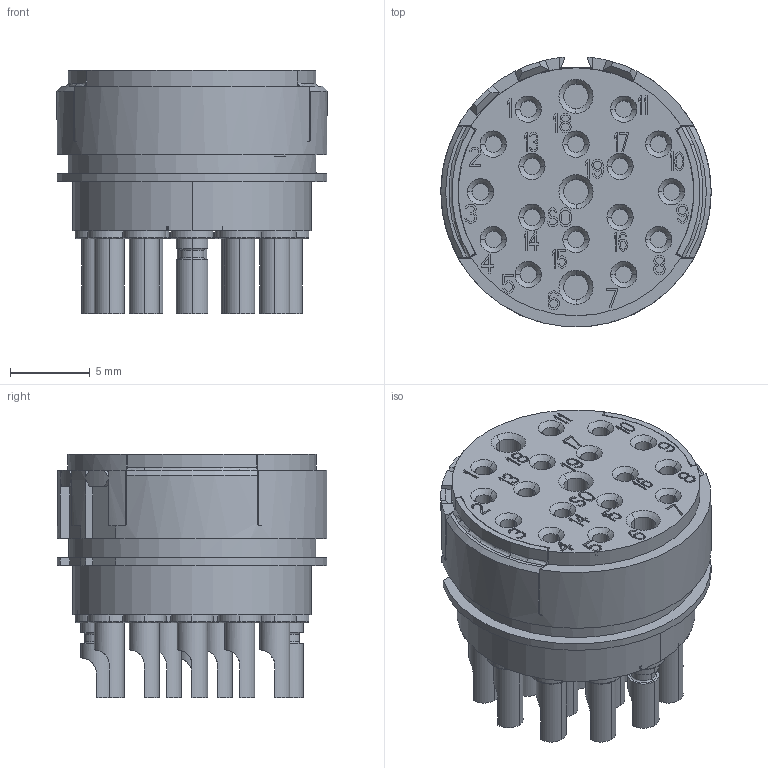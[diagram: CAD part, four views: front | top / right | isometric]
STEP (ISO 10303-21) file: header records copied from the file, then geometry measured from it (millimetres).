
FILE_DESCRIPTION((''),'2;1');
FILE_NAME('1602749','2015-09-15T',('feitelbuss'),(''),'PRO/ENGINEER BY PARAMETRIC TECHNOLOGY CORPORATION, 2014200','PRO/ENGINEER BY PARAMETRIC TECHNOLOGY CORPORATION, 2014200','');
FILE_SCHEMA(('AUTOMOTIVE_DESIGN { 1 0 10303 214 1 1 1 1 }'));
Length unit declared in the file: millimetre
Products named in the file (1): 1602749
Bounding box: 17 x 16.94 x 15.3 mm (x, y, z)
Volume: 2061.6 mm3; surface area: 2262.9 mm2
Topology: 1 solids, 1 shells, 2439 faces, 6707 edges, 4398 vertices
Faces by surface type: plane 2040, cylinder 263, cone 78, torus 54, bspline 4
Entity records: 77565 total; most frequent: CARTESIAN_POINT 15208, ORIENTED_EDGE 13338, DIRECTION 12063, EDGE_CURVE 6669, VECTOR 5889, LINE 5889, VERTEX_POINT 4398, AXIS2_PLACEMENT_3D 3087
